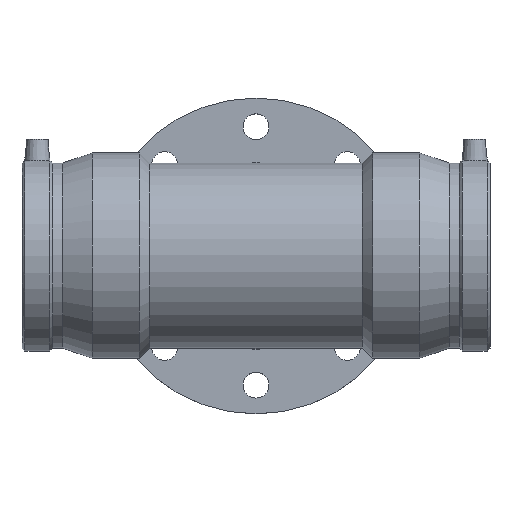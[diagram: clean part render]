
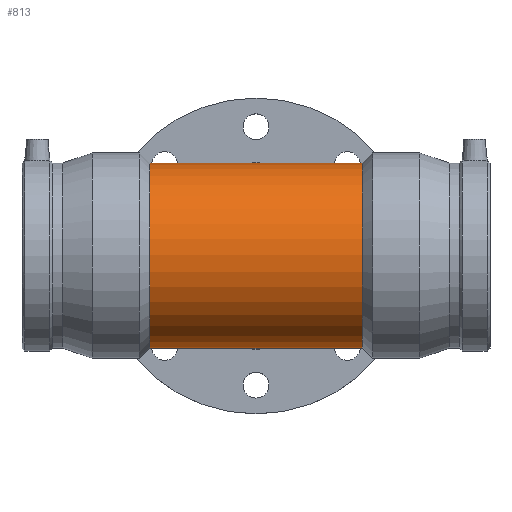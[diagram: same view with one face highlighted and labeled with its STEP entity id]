
A CAD part, top view. The second image highlights one B-rep face of the part: STEP entity #813.
In plain terms, the highlighted cylindrical face has radius 64.35 mm (diameter 128.7 mm), a full revolution.
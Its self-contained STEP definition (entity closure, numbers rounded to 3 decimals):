
#65=FACE_BOUND('',#330,.T.);
#66=FACE_BOUND('',#331,.T.);
#129=CIRCLE('',#907,64.35);
#130=CIRCLE('',#908,64.35);
#185=CYLINDRICAL_SURFACE('',#906,64.35);
#228=FACE_OUTER_BOUND('',#329,.T.);
#329=EDGE_LOOP('',(#666));
#330=EDGE_LOOP('',(#667));
#331=EDGE_LOOP('',(#668));
#417=B_SPLINE_CURVE_WITH_KNOTS('',3,(#1648,#1649,#1650,#1651,#1652,#1653,
#1654,#1655,#1656,#1657,#1658,#1659,#1660,#1661,#1662,#1663,#1664,#1665,
#1666,#1667,#1668,#1669,#1670,#1671,#1672,#1673,#1674,#1675,#1676,#1677,
#1678,#1679,#1680,#1681,#1682,#1683,#1684,#1685,#1686,#1687,#1688,#1689,
#1690,#1691,#1692,#1693,#1694,#1695,#1696,#1697,#1698,#1699,#1700,#1701,
#1702,#1703,#1704,#1705,#1706,#1707,#1708,#1709,#1710,#1711,#1712,#1713,
#1714,#1715,#1716,#1717,#1718,#1719,#1720,#1721,#1722,#1723,#1724,#1725,
#1726,#1727,#1728,#1729,#1730,#1731,#1732,#1733,#1734,#1735,#1736,#1737),
 .UNSPECIFIED.,.T.,.F.,(4,2,2,2,2,2,2,2,2,2,2,2,2,2,2,2,2,2,2,2,2,2,2,2,
2,2,2,2,2,2,2,2,2,2,2,2,2,2,2,2,2,2,2,2,4),(0.,0.38,0.76,
1.521,2.281,3.042,4.563,6.084,
7.368,8.652,9.936,11.22,12.504,
13.788,15.072,16.357,17.877,19.398,
20.159,20.919,21.68,22.06,22.44,
22.82,23.201,23.961,24.721,25.482,
27.003,28.524,29.808,31.092,32.376,
33.66,34.944,36.228,37.513,38.797,
40.318,41.838,42.599,43.359,44.12,
44.5,44.88),.UNSPECIFIED.);
#457=VERTEX_POINT('',#1647);
#467=VERTEX_POINT('',#1766);
#468=VERTEX_POINT('',#1768);
#537=EDGE_CURVE('',#457,#457,#417,.T.);
#547=EDGE_CURVE('',#467,#467,#129,.T.);
#548=EDGE_CURVE('',#468,#468,#130,.T.);
#666=ORIENTED_EDGE('',*,*,#547,.F.);
#667=ORIENTED_EDGE('',*,*,#548,.T.);
#668=ORIENTED_EDGE('',*,*,#537,.T.);
#813=ADVANCED_FACE('',(#228,#65,#66),#185,.T.);
#906=AXIS2_PLACEMENT_3D('',#1765,#1091,#1092);
#907=AXIS2_PLACEMENT_3D('',#1767,#1093,#1094);
#908=AXIS2_PLACEMENT_3D('',#1769,#1095,#1096);
#1091=DIRECTION('center_axis',(1.,0.,0.));
#1092=DIRECTION('ref_axis',(0.,1.,0.));
#1093=DIRECTION('center_axis',(1.,0.,0.));
#1094=DIRECTION('ref_axis',(0.,0.,-1.));
#1095=DIRECTION('center_axis',(1.,0.,0.));
#1096=DIRECTION('ref_axis',(0.,0.,-1.));
#1647=CARTESIAN_POINT('',(0.,62.5,-15.319));
#1648=CARTESIAN_POINT('Ctrl Pts',(0.,62.5,-15.319));
#1649=CARTESIAN_POINT('Ctrl Pts',(-1.267,62.5,-15.319));
#1650=CARTESIAN_POINT('Ctrl Pts',(-2.448,62.462,-15.475));
#1651=CARTESIAN_POINT('Ctrl Pts',(-4.695,62.334,-15.985));
#1652=CARTESIAN_POINT('Ctrl Pts',(-5.76,62.243,-16.339));
#1653=CARTESIAN_POINT('Ctrl Pts',(-8.858,61.904,-17.595));
#1654=CARTESIAN_POINT('Ctrl Pts',(-10.789,61.592,-18.68));
#1655=CARTESIAN_POINT('Ctrl Pts',(-14.595,60.803,-21.108));
#1656=CARTESIAN_POINT('Ctrl Pts',(-16.455,60.326,-22.451));
#1657=CARTESIAN_POINT('Ctrl Pts',(-20.149,59.194,-25.284));
#1658=CARTESIAN_POINT('Ctrl Pts',(-21.983,58.54,-26.776));
#1659=CARTESIAN_POINT('Ctrl Pts',(-27.471,56.278,-31.392));
#1660=CARTESIAN_POINT('Ctrl Pts',(-31.072,54.386,-34.615));
#1661=CARTESIAN_POINT('Ctrl Pts',(-37.944,49.834,-40.896));
#1662=CARTESIAN_POINT('Ctrl Pts',(-41.213,47.175,-43.958));
#1663=CARTESIAN_POINT('Ctrl Pts',(-46.711,41.678,-49.152));
#1664=CARTESIAN_POINT('Ctrl Pts',(-49.171,38.781,-51.498));
#1665=CARTESIAN_POINT('Ctrl Pts',(-53.645,32.311,-55.785));
#1666=CARTESIAN_POINT('Ctrl Pts',(-55.658,28.736,-57.727));
#1667=CARTESIAN_POINT('Ctrl Pts',(-58.982,21.09,-60.937));
#1668=CARTESIAN_POINT('Ctrl Pts',(-60.294,17.01,-62.209));
#1669=CARTESIAN_POINT('Ctrl Pts',(-62.054,8.605,-63.916));
#1670=CARTESIAN_POINT('Ctrl Pts',(-62.5,4.28,-64.35));
#1671=CARTESIAN_POINT('Ctrl Pts',(-62.5,-4.28,-64.35));
#1672=CARTESIAN_POINT('Ctrl Pts',(-62.054,-8.605,-63.916));
#1673=CARTESIAN_POINT('Ctrl Pts',(-60.294,-17.01,-62.209));
#1674=CARTESIAN_POINT('Ctrl Pts',(-58.982,-21.09,-60.937));
#1675=CARTESIAN_POINT('Ctrl Pts',(-55.658,-28.736,-57.727));
#1676=CARTESIAN_POINT('Ctrl Pts',(-53.645,-32.311,-55.785));
#1677=CARTESIAN_POINT('Ctrl Pts',(-49.171,-38.781,-51.498));
#1678=CARTESIAN_POINT('Ctrl Pts',(-46.711,-41.678,-49.152));
#1679=CARTESIAN_POINT('Ctrl Pts',(-41.213,-47.175,-43.958));
#1680=CARTESIAN_POINT('Ctrl Pts',(-37.944,-49.834,-40.896));
#1681=CARTESIAN_POINT('Ctrl Pts',(-31.072,-54.386,-34.615));
#1682=CARTESIAN_POINT('Ctrl Pts',(-27.471,-56.278,-31.392));
#1683=CARTESIAN_POINT('Ctrl Pts',(-21.983,-58.54,-26.776));
#1684=CARTESIAN_POINT('Ctrl Pts',(-20.149,-59.194,-25.284));
#1685=CARTESIAN_POINT('Ctrl Pts',(-16.455,-60.326,-22.451));
#1686=CARTESIAN_POINT('Ctrl Pts',(-14.595,-60.803,-21.108));
#1687=CARTESIAN_POINT('Ctrl Pts',(-10.789,-61.592,-18.68));
#1688=CARTESIAN_POINT('Ctrl Pts',(-8.858,-61.904,-17.595));
#1689=CARTESIAN_POINT('Ctrl Pts',(-5.76,-62.243,-16.339));
#1690=CARTESIAN_POINT('Ctrl Pts',(-4.695,-62.334,-15.985));
#1691=CARTESIAN_POINT('Ctrl Pts',(-2.448,-62.462,-15.475));
#1692=CARTESIAN_POINT('Ctrl Pts',(-1.267,-62.5,-15.319));
#1693=CARTESIAN_POINT('Ctrl Pts',(1.267,-62.5,-15.319));
#1694=CARTESIAN_POINT('Ctrl Pts',(2.448,-62.462,-15.475));
#1695=CARTESIAN_POINT('Ctrl Pts',(4.695,-62.334,-15.985));
#1696=CARTESIAN_POINT('Ctrl Pts',(5.76,-62.243,-16.339));
#1697=CARTESIAN_POINT('Ctrl Pts',(8.858,-61.904,-17.595));
#1698=CARTESIAN_POINT('Ctrl Pts',(10.789,-61.592,-18.68));
#1699=CARTESIAN_POINT('Ctrl Pts',(14.595,-60.803,-21.108));
#1700=CARTESIAN_POINT('Ctrl Pts',(16.455,-60.326,-22.451));
#1701=CARTESIAN_POINT('Ctrl Pts',(20.149,-59.194,-25.284));
#1702=CARTESIAN_POINT('Ctrl Pts',(21.983,-58.54,-26.776));
#1703=CARTESIAN_POINT('Ctrl Pts',(27.471,-56.278,-31.392));
#1704=CARTESIAN_POINT('Ctrl Pts',(31.072,-54.386,-34.615));
#1705=CARTESIAN_POINT('Ctrl Pts',(37.944,-49.834,-40.896));
#1706=CARTESIAN_POINT('Ctrl Pts',(41.213,-47.175,-43.958));
#1707=CARTESIAN_POINT('Ctrl Pts',(46.711,-41.678,-49.152));
#1708=CARTESIAN_POINT('Ctrl Pts',(49.171,-38.781,-51.498));
#1709=CARTESIAN_POINT('Ctrl Pts',(53.645,-32.311,-55.785));
#1710=CARTESIAN_POINT('Ctrl Pts',(55.658,-28.736,-57.727));
#1711=CARTESIAN_POINT('Ctrl Pts',(58.982,-21.09,-60.937));
#1712=CARTESIAN_POINT('Ctrl Pts',(60.294,-17.01,-62.209));
#1713=CARTESIAN_POINT('Ctrl Pts',(62.054,-8.605,-63.916));
#1714=CARTESIAN_POINT('Ctrl Pts',(62.5,-4.28,-64.35));
#1715=CARTESIAN_POINT('Ctrl Pts',(62.5,4.28,-64.35));
#1716=CARTESIAN_POINT('Ctrl Pts',(62.054,8.605,-63.916));
#1717=CARTESIAN_POINT('Ctrl Pts',(60.294,17.01,-62.209));
#1718=CARTESIAN_POINT('Ctrl Pts',(58.982,21.09,-60.937));
#1719=CARTESIAN_POINT('Ctrl Pts',(55.658,28.736,-57.727));
#1720=CARTESIAN_POINT('Ctrl Pts',(53.645,32.311,-55.785));
#1721=CARTESIAN_POINT('Ctrl Pts',(49.171,38.781,-51.498));
#1722=CARTESIAN_POINT('Ctrl Pts',(46.711,41.678,-49.152));
#1723=CARTESIAN_POINT('Ctrl Pts',(41.213,47.175,-43.958));
#1724=CARTESIAN_POINT('Ctrl Pts',(37.944,49.834,-40.896));
#1725=CARTESIAN_POINT('Ctrl Pts',(31.072,54.386,-34.615));
#1726=CARTESIAN_POINT('Ctrl Pts',(27.471,56.278,-31.392));
#1727=CARTESIAN_POINT('Ctrl Pts',(21.983,58.54,-26.776));
#1728=CARTESIAN_POINT('Ctrl Pts',(20.149,59.194,-25.284));
#1729=CARTESIAN_POINT('Ctrl Pts',(16.455,60.326,-22.451));
#1730=CARTESIAN_POINT('Ctrl Pts',(14.595,60.803,-21.108));
#1731=CARTESIAN_POINT('Ctrl Pts',(10.789,61.592,-18.68));
#1732=CARTESIAN_POINT('Ctrl Pts',(8.858,61.904,-17.595));
#1733=CARTESIAN_POINT('Ctrl Pts',(5.76,62.243,-16.339));
#1734=CARTESIAN_POINT('Ctrl Pts',(4.695,62.334,-15.985));
#1735=CARTESIAN_POINT('Ctrl Pts',(2.448,62.462,-15.475));
#1736=CARTESIAN_POINT('Ctrl Pts',(1.267,62.5,-15.319));
#1737=CARTESIAN_POINT('Ctrl Pts',(0.,62.5,-15.319));
#1765=CARTESIAN_POINT('Origin',(0.,0.,0.));
#1766=CARTESIAN_POINT('',(74.165,64.35,0.));
#1767=CARTESIAN_POINT('Origin',(74.165,0.,0.));
#1768=CARTESIAN_POINT('',(-74.165,64.35,0.));
#1769=CARTESIAN_POINT('Origin',(-74.165,0.,0.));
